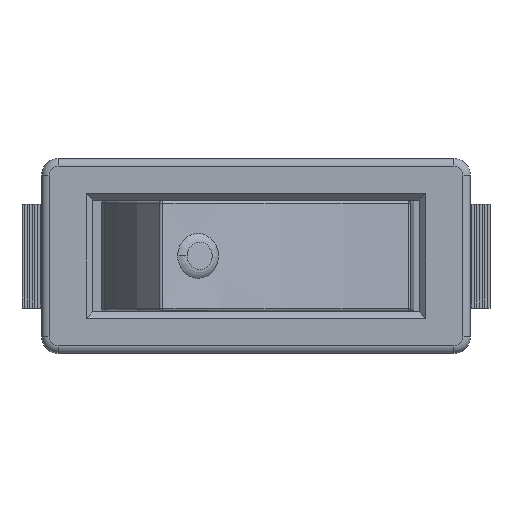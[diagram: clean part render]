
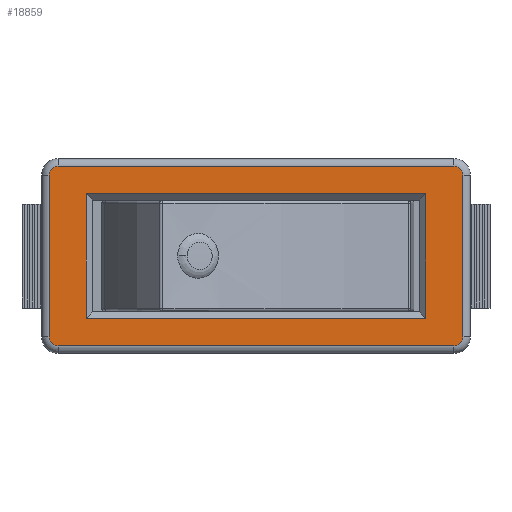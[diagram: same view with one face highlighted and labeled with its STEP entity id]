
A CAD part, top view. The second image highlights one B-rep face of the part: STEP entity #18859.
In plain terms, the highlighted planar face has unit normal (0, 0, 1).
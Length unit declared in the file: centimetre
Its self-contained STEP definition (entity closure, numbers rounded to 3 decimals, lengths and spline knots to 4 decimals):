
#201=FACE_BOUND('',#6827,.T.);
#2106=LINE('',#32970,#4042);
#2110=LINE('',#32977,#4046);
#2113=LINE('',#32983,#4049);
#2115=LINE('',#32986,#4051);
#2121=LINE('',#33000,#4057);
#2122=LINE('',#33004,#4058);
#2123=LINE('',#33008,#4059);
#2124=LINE('',#33012,#4060);
#4042=VECTOR('',#23318,1.);
#4046=VECTOR('',#23324,1.);
#4049=VECTOR('',#23329,1.);
#4051=VECTOR('',#23333,1.);
#4057=VECTOR('',#23345,1.);
#4058=VECTOR('',#23348,1.);
#4059=VECTOR('',#23351,1.);
#4060=VECTOR('',#23354,1.);
#4705=PLANE('',#19728);
#5711=FACE_OUTER_BOUND('',#6826,.T.);
#6826=EDGE_LOOP('',(#17383,#17384,#17385,#17386,#17387,#17388,#17389,#17390));
#6827=EDGE_LOOP('',(#17391,#17392,#17393,#17394));
#6998=CIRCLE('',#19729,0.07);
#6999=CIRCLE('',#19730,0.07);
#7000=CIRCLE('',#19731,0.07);
#7001=CIRCLE('',#19732,0.07);
#9388=VERTEX_POINT('',#32967);
#9389=VERTEX_POINT('',#32969);
#9391=VERTEX_POINT('',#32975);
#9393=VERTEX_POINT('',#32981);
#9397=VERTEX_POINT('',#32998);
#9398=VERTEX_POINT('',#32999);
#9399=VERTEX_POINT('',#33001);
#9400=VERTEX_POINT('',#33003);
#9401=VERTEX_POINT('',#33005);
#9402=VERTEX_POINT('',#33007);
#9403=VERTEX_POINT('',#33009);
#9404=VERTEX_POINT('',#33011);
#12074=EDGE_CURVE('',#9388,#9389,#2106,.T.);
#12078=EDGE_CURVE('',#9391,#9388,#2110,.T.);
#12081=EDGE_CURVE('',#9393,#9391,#2113,.T.);
#12083=EDGE_CURVE('',#9389,#9393,#2115,.T.);
#12089=EDGE_CURVE('',#9397,#9398,#2121,.T.);
#12090=EDGE_CURVE('',#9399,#9397,#6998,.T.);
#12091=EDGE_CURVE('',#9400,#9399,#2122,.T.);
#12092=EDGE_CURVE('',#9401,#9400,#6999,.T.);
#12093=EDGE_CURVE('',#9402,#9401,#2123,.T.);
#12094=EDGE_CURVE('',#9403,#9402,#7000,.T.);
#12095=EDGE_CURVE('',#9404,#9403,#2124,.T.);
#12096=EDGE_CURVE('',#9398,#9404,#7001,.T.);
#17383=ORIENTED_EDGE('',*,*,#12089,.F.);
#17384=ORIENTED_EDGE('',*,*,#12090,.F.);
#17385=ORIENTED_EDGE('',*,*,#12091,.F.);
#17386=ORIENTED_EDGE('',*,*,#12092,.F.);
#17387=ORIENTED_EDGE('',*,*,#12093,.F.);
#17388=ORIENTED_EDGE('',*,*,#12094,.F.);
#17389=ORIENTED_EDGE('',*,*,#12095,.F.);
#17390=ORIENTED_EDGE('',*,*,#12096,.F.);
#17391=ORIENTED_EDGE('',*,*,#12074,.F.);
#17392=ORIENTED_EDGE('',*,*,#12078,.F.);
#17393=ORIENTED_EDGE('',*,*,#12081,.F.);
#17394=ORIENTED_EDGE('',*,*,#12083,.F.);
#18859=ADVANCED_FACE('',(#5711,#201),#4705,.T.);
#19728=AXIS2_PLACEMENT_3D('',#32997,#23343,#23344);
#19729=AXIS2_PLACEMENT_3D('',#33002,#23346,#23347);
#19730=AXIS2_PLACEMENT_3D('',#33006,#23349,#23350);
#19731=AXIS2_PLACEMENT_3D('',#33010,#23352,#23353);
#19732=AXIS2_PLACEMENT_3D('',#33013,#23355,#23356);
#23318=DIRECTION('',(1.,0.,0.));
#23324=DIRECTION('',(0.,-1.,0.));
#23329=DIRECTION('',(-1.,0.,0.));
#23333=DIRECTION('',(0.,1.,0.));
#23343=DIRECTION('center_axis',(0.,0.,
1.));
#23344=DIRECTION('ref_axis',(1.,0.,0.));
#23345=DIRECTION('',(0.,1.,0.));
#23346=DIRECTION('center_axis',(0.,0.,
-1.));
#23347=DIRECTION('ref_axis',(-0.707,-0.707,0.));
#23348=DIRECTION('',(-1.,0.,0.));
#23349=DIRECTION('center_axis',(0.,0.,
-1.));
#23350=DIRECTION('ref_axis',(0.707,-0.707,0.));
#23351=DIRECTION('',(0.,-1.,0.));
#23352=DIRECTION('center_axis',(0.,0.,
-1.));
#23353=DIRECTION('ref_axis',(0.707,0.707,0.));
#23354=DIRECTION('',(1.,0.,0.));
#23355=DIRECTION('center_axis',(0.,0.,
-1.));
#23356=DIRECTION('ref_axis',(-0.707,0.707,0.));
#32967=CARTESIAN_POINT('',(-1.305,-0.48,1.9));
#32969=CARTESIAN_POINT('',(1.305,-0.48,1.9));
#32970=CARTESIAN_POINT('',(0.6775,-0.48,1.9));
#32975=CARTESIAN_POINT('',(-1.305,0.48,1.9));
#32977=CARTESIAN_POINT('',(-1.305,-0.265,1.9));
#32981=CARTESIAN_POINT('',(1.305,0.48,1.9));
#32983=CARTESIAN_POINT('',(-0.6775,0.48,1.9));
#32986=CARTESIAN_POINT('',(1.305,0.265,1.9));
#32997=CARTESIAN_POINT('Origin',(0.,0.,
1.9));
#32998=CARTESIAN_POINT('',(-1.59,-0.62,1.9));
#32999=CARTESIAN_POINT('',(-1.59,0.62,1.9));
#33000=CARTESIAN_POINT('',(-1.59,-0.31,1.9));
#33001=CARTESIAN_POINT('',(-1.52,-0.69,1.9));
#33002=CARTESIAN_POINT('Origin',(-1.52,-0.62,1.9));
#33003=CARTESIAN_POINT('',(1.52,-0.69,1.9));
#33004=CARTESIAN_POINT('',(0.76,-0.69,1.9));
#33005=CARTESIAN_POINT('',(1.59,-0.62,1.9));
#33006=CARTESIAN_POINT('Origin',(1.52,-0.62,1.9));
#33007=CARTESIAN_POINT('',(1.59,0.62,1.9));
#33008=CARTESIAN_POINT('',(1.59,0.31,1.9));
#33009=CARTESIAN_POINT('',(1.52,0.69,1.9));
#33010=CARTESIAN_POINT('Origin',(1.52,0.62,1.9));
#33011=CARTESIAN_POINT('',(-1.52,0.69,1.9));
#33012=CARTESIAN_POINT('',(-0.76,0.69,1.9));
#33013=CARTESIAN_POINT('Origin',(-1.52,0.62,1.9));
